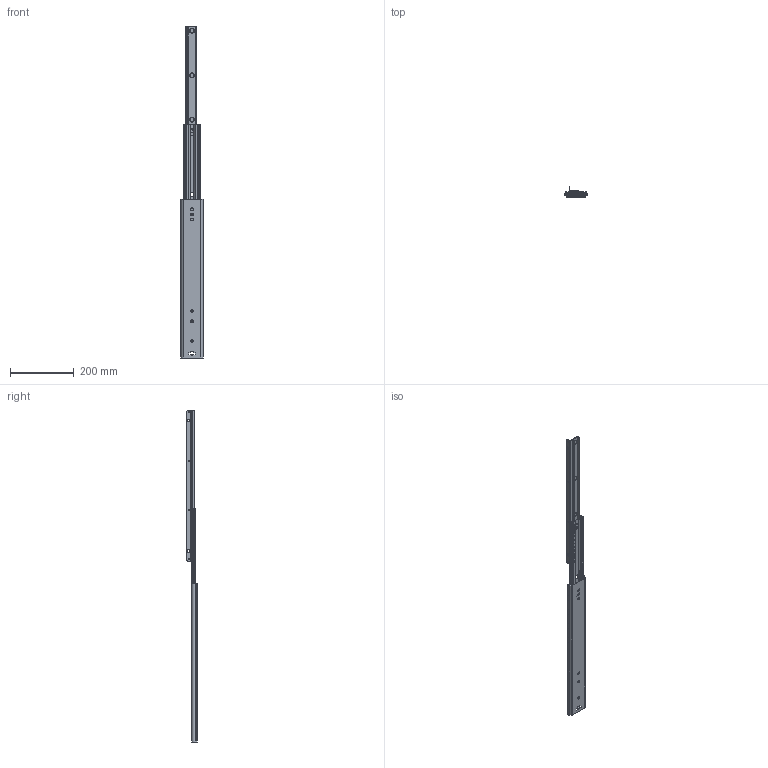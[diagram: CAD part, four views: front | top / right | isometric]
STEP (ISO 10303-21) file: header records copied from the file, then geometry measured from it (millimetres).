
FILE_DESCRIPTION((''),'2;1');
FILE_NAME('101-S05_ASM','2015-05-12T',('w.jans'),(''),'PRO/ENGINEER BY PARAMETRIC TECHNOLOGY CORPORATION, 2003450','PRO/ENGINEER BY PARAMETRIC TECHNOLOGY CORPORATION, 2003450','');
FILE_SCHEMA(('CONFIG_CONTROL_DESIGN'));
Length unit declared in the file: millimetre
Products named in the file (15): 101-S05-SKEL; 511-01-S05-TA1; 511-01-S05-TA1_ASM; 515-4XX-01-S05; 911-073; 515-4XX-01-S05_ASM; 512-01-S05-TA2; 512-01-S05-TA2_ASM; 515-5XX-01-S05; 911-078; 515-5XX-01-S05_ASM; 513-01-S05-TA3; 516-036; 513-01-S05-TA3_ASM; 101-S05_ASM
Assembly tree (56 placements, depth 3):
  101-S05_ASM
    101-S05-SKEL
    511-01-S05-TA1_ASM
      511-01-S05-TA1
    515-4XX-01-S05_ASM
      515-4XX-01-S05
      911-073  x24
    512-01-S05-TA2_ASM
      512-01-S05-TA2
    515-5XX-01-S05_ASM
      515-5XX-01-S05
      911-078  x20
    513-01-S05-TA3_ASM
      513-01-S05-TA3
      516-036
Bounding box: 70.9 x 32.7 x 1045 mm (x, y, z)
Volume: 275700 mm3; surface area: 338660.3 mm2
Topology: 50 solids, 50 shells, 1128 faces, 3207 edges, 2000 vertices
Faces by surface type: plane 572, cylinder 412, sphere 88, torus 32, cone 24
Entity records: 35928 total; most frequent: CARTESIAN_POINT 7505, DIRECTION 6017, ORIENTED_EDGE 5894, EDGE_CURVE 2947, AXIS2_PLACEMENT_3D 2046, VECTOR 1925, LINE 1925, VERTEX_POINT 1916
